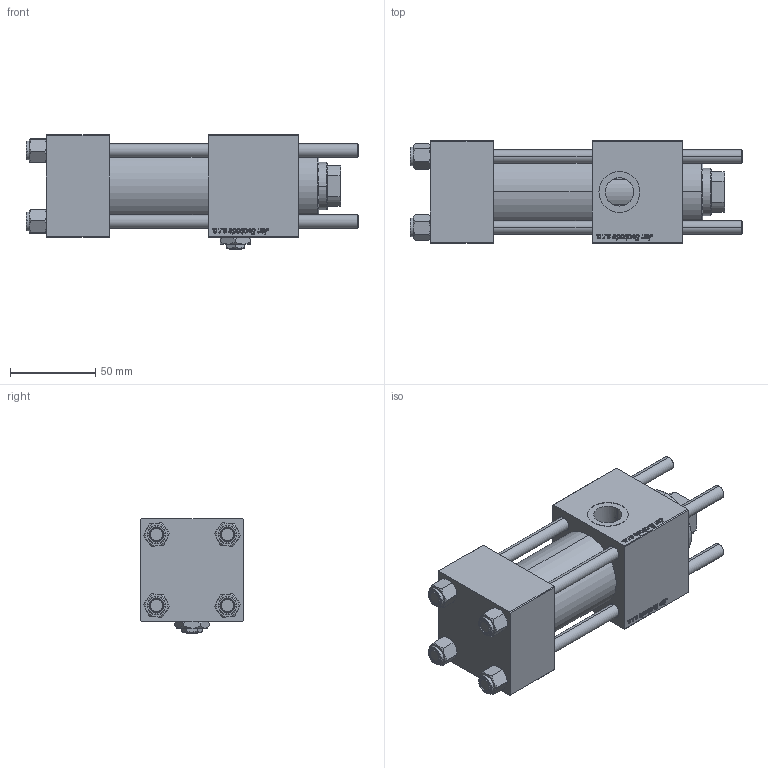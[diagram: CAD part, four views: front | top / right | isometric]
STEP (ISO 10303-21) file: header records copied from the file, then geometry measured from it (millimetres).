
FILE_DESCRIPTION (( 'STEP AP203' ), '1' );
FILE_NAME ('411c.STEP', '2024-07-12T07:37:23', ( '' ), ( '' ), 'SwSTEP 2.0', 'SolidWorks 2019', '' );
FILE_SCHEMA (( 'CONFIG_CONTROL_DESIGN' ));
Length unit declared in the file: millimetre
Products named in the file (7): V215CR_B-1 28b8227bf718c966ae7edd1bf2a71259; Zatka_pro_OIL_PORT 28b8227bf718c966ae7edd1bf2a71259; NUT_M5_B 28b8227bf718c966ae7edd1bf2a71259; 411c; V215_VC_A 28b8227bf718c966ae7edd1bf2a71259; V215CR_VCP_B 28b8227bf718c966ae7edd1bf2a71259; V215CR_B_TYCINKA 28b8227bf718c966ae7edd1bf2a71259
Assembly tree (12 placements, depth 2):
  411c
    V215CR_B-1 28b8227bf718c966ae7edd1bf2a71259
    V215CR_VCP_B 28b8227bf718c966ae7edd1bf2a71259
    NUT_M5_B 28b8227bf718c966ae7edd1bf2a71259  x4
    V215CR_B_TYCINKA 28b8227bf718c966ae7edd1bf2a71259  x4
    V215_VC_A 28b8227bf718c966ae7edd1bf2a71259
    Zatka_pro_OIL_PORT 28b8227bf718c966ae7edd1bf2a71259
Bounding box: 195 x 60 x 67 mm (x, y, z)
Volume: 433366.8 mm3; surface area: 121237.8 mm2
Topology: 12 solids, 12 shells, 1207 faces, 3054 edges, 1977 vertices
Faces by surface type: bspline 504, plane 456, cone 156, cylinder 83, torus 8
Entity records: 58579 total; most frequent: CARTESIAN_POINT 34626, ORIENTED_EDGE 5600, DIRECTION 3120, EDGE_CURVE 2800, VERTEX_POINT 1833, LINE 1486, VECTOR 1486, EDGE_LOOP 1215
